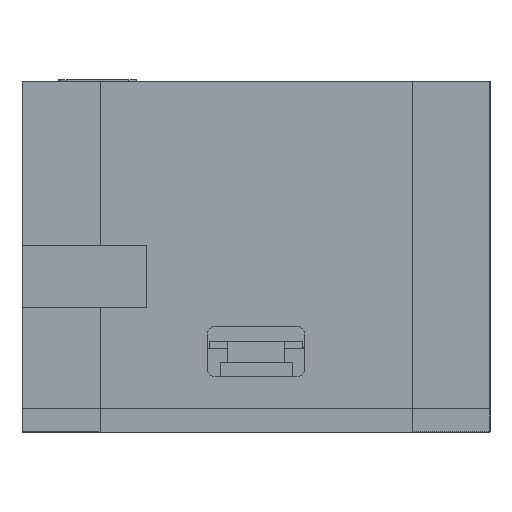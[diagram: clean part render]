
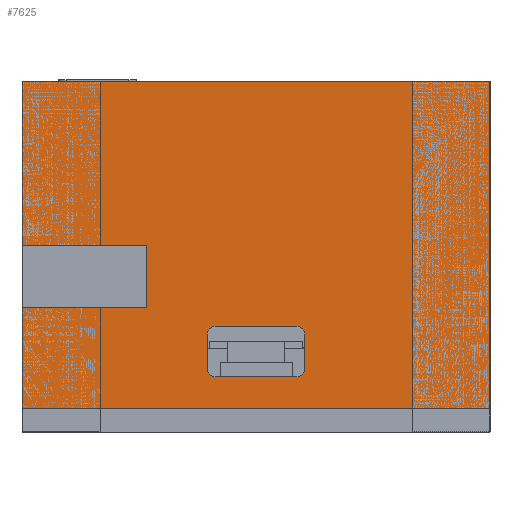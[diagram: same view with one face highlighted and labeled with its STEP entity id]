
A CAD part, left-side view. The second image highlights one B-rep face of the part: STEP entity #7625.
In plain terms, the highlighted planar face has unit normal (-1, 0, 0).
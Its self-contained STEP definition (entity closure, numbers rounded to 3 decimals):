
#91 = EDGE_CURVE ( 'NONE', #7696, #4501, #11937, .T. ) ;
#237 = LINE ( 'NONE', #9313, #8548 ) ;
#891 = CARTESIAN_POINT ( 'NONE',  ( 21., 16.75, 3.6 ) ) ;
#943 = CARTESIAN_POINT ( 'NONE',  ( 21., 4.25, 3.6 ) ) ;
#1019 = LINE ( 'NONE', #12354, #3277 ) ;
#1194 = ORIENTED_EDGE ( 'NONE', *, *, #4318, .T. ) ;
#1393 = LINE ( 'NONE', #2390, #11291 ) ;
#1402 = DIRECTION ( 'NONE',  ( 0., -1., 0. ) ) ;
#1520 = EDGE_LOOP ( 'NONE', ( #8118, #10277, #2689, #2716 ) ) ;
#1568 = DIRECTION ( 'NONE',  ( 0., 0., -1. ) ) ;
#1947 = CARTESIAN_POINT ( 'NONE',  ( 21., 15.75, 3.6 ) ) ;
#1999 = DIRECTION ( 'NONE',  ( 0., 1., 0. ) ) ;
#2197 = EDGE_CURVE ( 'NONE', #2591, #12944, #7154, .T. ) ;
#2210 = EDGE_LOOP ( 'NONE', ( #10231, #9889, #7698, #8867, #11060, #3509, #1194, #12468 ) ) ;
#2212 = CARTESIAN_POINT ( 'NONE',  ( 21., 15.75, -0.9 ) ) ;
#2320 = VERTEX_POINT ( 'NONE', #8840 ) ;
#2390 = CARTESIAN_POINT ( 'NONE',  ( 21., 15.75, 4.6 ) ) ;
#2591 = VERTEX_POINT ( 'NONE', #12883 ) ;
#2689 = ORIENTED_EDGE ( 'NONE', *, *, #5128, .F. ) ;
#2716 = ORIENTED_EDGE ( 'NONE', *, *, #2197, .T. ) ;
#2785 = EDGE_CURVE ( 'NONE', #10421, #8310, #4563, .T. ) ;
#2940 = DIRECTION ( 'NONE',  ( 1., 0., 0. ) ) ;
#3052 = FACE_BOUND ( 'NONE', #2210, .T. ) ;
#3111 = EDGE_CURVE ( 'NONE', #2320, #6751, #237, .T. ) ;
#3131 = EDGE_CURVE ( 'NONE', #12944, #6751, #4076, .T. ) ;
#3154 = EDGE_CURVE ( 'NONE', #12387, #10421, #1019, .T. ) ;
#3277 = VECTOR ( 'NONE', #8290, 1000. ) ;
#3509 = ORIENTED_EDGE ( 'NONE', *, *, #3154, .F. ) ;
#3685 = CIRCLE ( 'NONE', #8337, 1. ) ;
#3798 = VECTOR ( 'NONE', #5520, 1000. ) ;
#3939 = CARTESIAN_POINT ( 'NONE',  ( 21., 15.75, -1.9 ) ) ;
#3978 = VECTOR ( 'NONE', #5869, 1000. ) ;
#3995 = PLANE ( 'NONE',  #4733 ) ;
#4076 = LINE ( 'NONE', #8344, #13180 ) ;
#4101 = AXIS2_PLACEMENT_3D ( 'NONE', #12231, #10267, #11249 ) ;
#4318 = EDGE_CURVE ( 'NONE', #12387, #12497, #4614, .T. ) ;
#4440 = CARTESIAN_POINT ( 'NONE',  ( 21., 16.75, -0.9 ) ) ;
#4501 = VERTEX_POINT ( 'NONE', #10491 ) ;
#4563 = CIRCLE ( 'NONE', #12834, 1. ) ;
#4614 = CIRCLE ( 'NONE', #6521, 1. ) ;
#4660 = CARTESIAN_POINT ( 'NONE',  ( 21., 5.25, 4.6 ) ) ;
#4733 = AXIS2_PLACEMENT_3D ( 'NONE', #10236, #6198, #11270 ) ;
#5049 = LINE ( 'NONE', #8504, #9560 ) ;
#5128 = EDGE_CURVE ( 'NONE', #2591, #2320, #5049, .T. ) ;
#5184 = EDGE_CURVE ( 'NONE', #12497, #7046, #1393, .T. ) ;
#5520 = DIRECTION ( 'NONE',  ( 0., 0., 1. ) ) ;
#5542 = VECTOR ( 'NONE', #1568, 1000. ) ;
#5869 = DIRECTION ( 'NONE',  ( 0., -1., 0. ) ) ;
#6181 = CARTESIAN_POINT ( 'NONE',  ( 21., 15.75, -1.9 ) ) ;
#6198 = DIRECTION ( 'NONE',  ( 1., 0., 0. ) ) ;
#6521 = AXIS2_PLACEMENT_3D ( 'NONE', #1947, #2940, #11237 ) ;
#6651 = CARTESIAN_POINT ( 'NONE',  ( 21., 4.25, 3.6 ) ) ;
#6751 = VERTEX_POINT ( 'NONE', #8154 ) ;
#7046 = VERTEX_POINT ( 'NONE', #4660 ) ;
#7154 = LINE ( 'NONE', #10695, #3798 ) ;
#7353 = DIRECTION ( 'NONE',  ( 0., 0., 1. ) ) ;
#7397 = DIRECTION ( 'NONE',  ( -1., 0., 0. ) ) ;
#7433 = DIRECTION ( 'NONE',  ( 0., 1., 0. ) ) ;
#7477 = EDGE_CURVE ( 'NONE', #4501, #7805, #3685, .T. ) ;
#7625 = ADVANCED_FACE ( 'NONE', ( #8637, #3052 ), #3995, .F. ) ;
#7688 = CARTESIAN_POINT ( 'NONE',  ( 21., 5.25, -0.9 ) ) ;
#7696 = VERTEX_POINT ( 'NONE', #943 ) ;
#7698 = ORIENTED_EDGE ( 'NONE', *, *, #7477, .T. ) ;
#7805 = VERTEX_POINT ( 'NONE', #8355 ) ;
#8118 = ORIENTED_EDGE ( 'NONE', *, *, #3131, .T. ) ;
#8154 = CARTESIAN_POINT ( 'NONE',  ( 21., 40.5, 36. ) ) ;
#8221 = CARTESIAN_POINT ( 'NONE',  ( 21., 15.75, 4.6 ) ) ;
#8290 = DIRECTION ( 'NONE',  ( 0., 0., -1. ) ) ;
#8296 = LINE ( 'NONE', #3939, #3978 ) ;
#8305 = EDGE_CURVE ( 'NONE', #7046, #7696, #12961, .T. ) ;
#8310 = VERTEX_POINT ( 'NONE', #6181 ) ;
#8337 = AXIS2_PLACEMENT_3D ( 'NONE', #7688, #11791, #12915 ) ;
#8344 = CARTESIAN_POINT ( 'NONE',  ( 21., -19.5, 36. ) ) ;
#8355 = CARTESIAN_POINT ( 'NONE',  ( 21., 5.25, -1.9 ) ) ;
#8504 = CARTESIAN_POINT ( 'NONE',  ( 21., -19.5, -6. ) ) ;
#8548 = VECTOR ( 'NONE', #10900, 1000. ) ;
#8637 = FACE_OUTER_BOUND ( 'NONE', #1520, .T. ) ;
#8840 = CARTESIAN_POINT ( 'NONE',  ( 21., 40.5, -6. ) ) ;
#8867 = ORIENTED_EDGE ( 'NONE', *, *, #12367, .F. ) ;
#9313 = CARTESIAN_POINT ( 'NONE',  ( 21., 40.5, -6. ) ) ;
#9560 = VECTOR ( 'NONE', #7433, 1000. ) ;
#9889 = ORIENTED_EDGE ( 'NONE', *, *, #91, .T. ) ;
#10231 = ORIENTED_EDGE ( 'NONE', *, *, #8305, .T. ) ;
#10236 = CARTESIAN_POINT ( 'NONE',  ( 21., -19.5, -6. ) ) ;
#10267 = DIRECTION ( 'NONE',  ( 1., 0., 0. ) ) ;
#10277 = ORIENTED_EDGE ( 'NONE', *, *, #3111, .F. ) ;
#10421 = VERTEX_POINT ( 'NONE', #4440 ) ;
#10491 = CARTESIAN_POINT ( 'NONE',  ( 21., 4.25, -0.9 ) ) ;
#10695 = CARTESIAN_POINT ( 'NONE',  ( 21., -19.5, -6. ) ) ;
#10900 = DIRECTION ( 'NONE',  ( 0., 0., 1. ) ) ;
#10991 = CARTESIAN_POINT ( 'NONE',  ( 21., -19.5, 36. ) ) ;
#11060 = ORIENTED_EDGE ( 'NONE', *, *, #2785, .F. ) ;
#11237 = DIRECTION ( 'NONE',  ( 0., 0., -1. ) ) ;
#11249 = DIRECTION ( 'NONE',  ( 0., 0., -1. ) ) ;
#11270 = DIRECTION ( 'NONE',  ( 0., 0., -1. ) ) ;
#11291 = VECTOR ( 'NONE', #1402, 1000. ) ;
#11791 = DIRECTION ( 'NONE',  ( 1., 0., 0. ) ) ;
#11937 = LINE ( 'NONE', #6651, #5542 ) ;
#12231 = CARTESIAN_POINT ( 'NONE',  ( 21., 5.25, 3.6 ) ) ;
#12354 = CARTESIAN_POINT ( 'NONE',  ( 21., 16.75, 3.6 ) ) ;
#12367 = EDGE_CURVE ( 'NONE', #8310, #7805, #8296, .T. ) ;
#12387 = VERTEX_POINT ( 'NONE', #891 ) ;
#12468 = ORIENTED_EDGE ( 'NONE', *, *, #5184, .T. ) ;
#12497 = VERTEX_POINT ( 'NONE', #8221 ) ;
#12834 = AXIS2_PLACEMENT_3D ( 'NONE', #2212, #7397, #7353 ) ;
#12883 = CARTESIAN_POINT ( 'NONE',  ( 21., -19.5, -6. ) ) ;
#12915 = DIRECTION ( 'NONE',  ( 0., 0., -1. ) ) ;
#12944 = VERTEX_POINT ( 'NONE', #10991 ) ;
#12961 = CIRCLE ( 'NONE', #4101, 1. ) ;
#13180 = VECTOR ( 'NONE', #1999, 1000. ) ;
